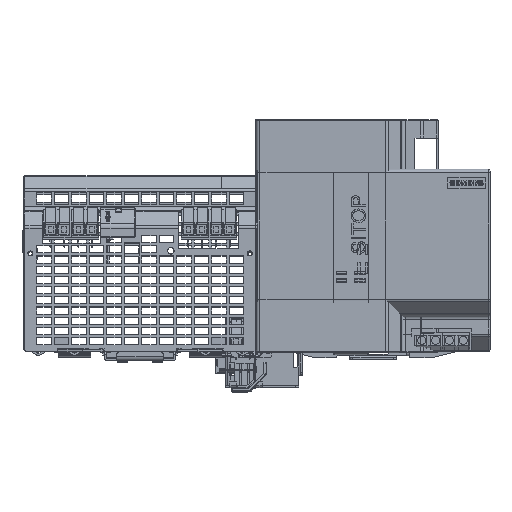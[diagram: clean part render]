
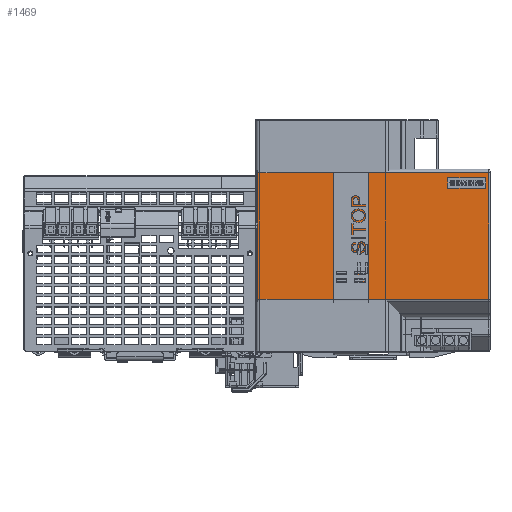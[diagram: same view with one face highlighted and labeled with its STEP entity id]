
A CAD part, top view. The second image highlights one B-rep face of the part: STEP entity #1469.
In plain terms, the highlighted planar face has unit normal (0, 0, 1).
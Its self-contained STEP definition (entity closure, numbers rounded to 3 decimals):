
#1469 = ADVANCED_FACE( '', ( #3435, #3436, #3437, #3438, #3439 ), #3440, .T. );
#3435 = FACE_OUTER_BOUND( '', #6102, .T. );
#3436 = FACE_BOUND( '', #6103, .T. );
#3437 = FACE_BOUND( '', #6104, .T. );
#3438 = FACE_BOUND( '', #6105, .T. );
#3439 = FACE_BOUND( '', #6106, .T. );
#3440 = PLANE( '', #6107 );
#6102 = EDGE_LOOP( '', ( #12324, #12325, #12326, #12327 ) );
#6103 = EDGE_LOOP( '', ( #12328, #12329, #12330, #12331 ) );
#6104 = EDGE_LOOP( '', ( #12332, #12333, #12334, #12335 ) );
#6105 = EDGE_LOOP( '', ( #12336, #12337, #12338, #12339 ) );
#6106 = EDGE_LOOP( '', ( #12340, #12341, #12342, #12343 ) );
#6107 = AXIS2_PLACEMENT_3D( '', #12344, #12345, #12346 );
#12324 = ORIENTED_EDGE( '', *, *, #23670, .F. );
#12325 = ORIENTED_EDGE( '', *, *, #23671, .F. );
#12326 = ORIENTED_EDGE( '', *, *, #23672, .T. );
#12327 = ORIENTED_EDGE( '', *, *, #22975, .T. );
#12328 = ORIENTED_EDGE( '', *, *, #23673, .F. );
#12329 = ORIENTED_EDGE( '', *, *, #23674, .F. );
#12330 = ORIENTED_EDGE( '', *, *, #23675, .F. );
#12331 = ORIENTED_EDGE( '', *, *, #23676, .F. );
#12332 = ORIENTED_EDGE( '', *, *, #23677, .F. );
#12333 = ORIENTED_EDGE( '', *, *, #23678, .F. );
#12334 = ORIENTED_EDGE( '', *, *, #23679, .F. );
#12335 = ORIENTED_EDGE( '', *, *, #23680, .F. );
#12336 = ORIENTED_EDGE( '', *, *, #23681, .F. );
#12337 = ORIENTED_EDGE( '', *, *, #23682, .F. );
#12338 = ORIENTED_EDGE( '', *, *, #23683, .F. );
#12339 = ORIENTED_EDGE( '', *, *, #23684, .F. );
#12340 = ORIENTED_EDGE( '', *, *, #23685, .F. );
#12341 = ORIENTED_EDGE( '', *, *, #23686, .F. );
#12342 = ORIENTED_EDGE( '', *, *, #23687, .F. );
#12343 = ORIENTED_EDGE( '', *, *, #23688, .F. );
#12344 = CARTESIAN_POINT( '', ( 88.536, 0., 120.45 ) );
#12345 = DIRECTION( '', ( 0., 0., 1. ) );
#12346 = DIRECTION( '', ( 1., 0., 0. ) );
#22975 = EDGE_CURVE( '', #31320, #31317, #31321, .T. );
#23670 = EDGE_CURVE( '', #32458, #31317, #32459, .T. );
#23671 = EDGE_CURVE( '', #32460, #32458, #32461, .T. );
#23672 = EDGE_CURVE( '', #32460, #31320, #32462, .T. );
#23673 = EDGE_CURVE( '', #32463, #32464, #32465, .T. );
#23674 = EDGE_CURVE( '', #32466, #32463, #32467, .T. );
#23675 = EDGE_CURVE( '', #32468, #32466, #32469, .T. );
#23676 = EDGE_CURVE( '', #32464, #32468, #32470, .T. );
#23677 = EDGE_CURVE( '', #32471, #32472, #32473, .T. );
#23678 = EDGE_CURVE( '', #32474, #32471, #32475, .T. );
#23679 = EDGE_CURVE( '', #32476, #32474, #32477, .T. );
#23680 = EDGE_CURVE( '', #32472, #32476, #32478, .T. );
#23681 = EDGE_CURVE( '', #32479, #32480, #32481, .T. );
#23682 = EDGE_CURVE( '', #32482, #32479, #32483, .T. );
#23683 = EDGE_CURVE( '', #32484, #32482, #32485, .T. );
#23684 = EDGE_CURVE( '', #32480, #32484, #32486, .T. );
#23685 = EDGE_CURVE( '', #32487, #32488, #32489, .T. );
#23686 = EDGE_CURVE( '', #32490, #32487, #32491, .T. );
#23687 = EDGE_CURVE( '', #32492, #32490, #32493, .T. );
#23688 = EDGE_CURVE( '', #32488, #32492, #32494, .T. );
#31317 = VERTEX_POINT( '', #53301 );
#31320 = VERTEX_POINT( '', #53304 );
#31321 = LINE( '', #53305, #53306 );
#32458 = VERTEX_POINT( '', #55004 );
#32459 = LINE( '', #55005, #55006 );
#32460 = VERTEX_POINT( '', #55007 );
#32461 = LINE( '', #55008, #55009 );
#32462 = LINE( '', #55010, #55011 );
#32463 = VERTEX_POINT( '', #55012 );
#32464 = VERTEX_POINT( '', #55013 );
#32465 = LINE( '', #55014, #55015 );
#32466 = VERTEX_POINT( '', #55016 );
#32467 = LINE( '', #55017, #55018 );
#32468 = VERTEX_POINT( '', #55019 );
#32469 = LINE( '', #55020, #55021 );
#32470 = LINE( '', #55022, #55023 );
#32471 = VERTEX_POINT( '', #55024 );
#32472 = VERTEX_POINT( '', #55025 );
#32473 = LINE( '', #55026, #55027 );
#32474 = VERTEX_POINT( '', #55028 );
#32475 = LINE( '', #55029, #55030 );
#32476 = VERTEX_POINT( '', #55031 );
#32477 = LINE( '', #55032, #55033 );
#32478 = LINE( '', #55034, #55035 );
#32479 = VERTEX_POINT( '', #55036 );
#32480 = VERTEX_POINT( '', #55037 );
#32481 = LINE( '', #55038, #55039 );
#32482 = VERTEX_POINT( '', #55040 );
#32483 = LINE( '', #55041, #55042 );
#32484 = VERTEX_POINT( '', #55043 );
#32485 = LINE( '', #55044, #55045 );
#32486 = LINE( '', #55046, #55047 );
#32487 = VERTEX_POINT( '', #55048 );
#32488 = VERTEX_POINT( '', #55049 );
#32489 = LINE( '', #55050, #55051 );
#32490 = VERTEX_POINT( '', #55052 );
#32491 = LINE( '', #55053, #55054 );
#32492 = VERTEX_POINT( '', #55055 );
#32493 = LINE( '', #55056, #55057 );
#32494 = LINE( '', #55058, #55059 );
#53301 = CARTESIAN_POINT( '', ( 88.536, 158.4, 120.45 ) );
#53304 = CARTESIAN_POINT( '', ( 88.536, 0., 120.45 ) );
#53305 = CARTESIAN_POINT( '', ( 88.536, 0., 120.45 ) );
#53306 = VECTOR( '', #65084, 1000. );
#55004 = CARTESIAN_POINT( '', ( 1.75, 158.4, 120.45 ) );
#55005 = CARTESIAN_POINT( '', ( 88.536, 158.4, 120.45 ) );
#55006 = VECTOR( '', #65836, 1000. );
#55007 = CARTESIAN_POINT( '', ( 1.75, 0., 120.45 ) );
#55008 = CARTESIAN_POINT( '', ( 1.75, 0., 120.45 ) );
#55009 = VECTOR( '', #65837, 1000. );
#55010 = CARTESIAN_POINT( '', ( 88.536, 0., 120.45 ) );
#55011 = VECTOR( '', #65838, 1000. );
#55012 = CARTESIAN_POINT( '', ( 71.05, 66.46, 120.45 ) );
#55013 = CARTESIAN_POINT( '', ( 71.05, 73.46, 120.45 ) );
#55014 = CARTESIAN_POINT( '', ( 71.05, 66.46, 120.45 ) );
#55015 = VECTOR( '', #65839, 1000. );
#55016 = CARTESIAN_POINT( '', ( 69.25, 66.46, 120.45 ) );
#55017 = CARTESIAN_POINT( '', ( 69.25, 66.46, 120.45 ) );
#55018 = VECTOR( '', #65840, 1000. );
#55019 = CARTESIAN_POINT( '', ( 69.25, 73.46, 120.45 ) );
#55020 = CARTESIAN_POINT( '', ( 69.25, 73.46, 120.45 ) );
#55021 = VECTOR( '', #65841, 1000. );
#55022 = CARTESIAN_POINT( '', ( 71.05, 73.46, 120.45 ) );
#55023 = VECTOR( '', #65842, 1000. );
#55024 = CARTESIAN_POINT( '', ( 71.05, 60.76, 120.45 ) );
#55025 = CARTESIAN_POINT( '', ( 69.25, 60.76, 120.45 ) );
#55026 = CARTESIAN_POINT( '', ( 71.05, 60.76, 120.45 ) );
#55027 = VECTOR( '', #65843, 1000. );
#55028 = CARTESIAN_POINT( '', ( 71.05, 53.76, 120.45 ) );
#55029 = CARTESIAN_POINT( '', ( 71.05, 53.76, 120.45 ) );
#55030 = VECTOR( '', #65844, 1000. );
#55031 = CARTESIAN_POINT( '', ( 69.25, 53.76, 120.45 ) );
#55032 = CARTESIAN_POINT( '', ( 69.25, 53.76, 120.45 ) );
#55033 = VECTOR( '', #65845, 1000. );
#55034 = CARTESIAN_POINT( '', ( 69.25, 60.76, 120.45 ) );
#55035 = VECTOR( '', #65846, 1000. );
#55036 = CARTESIAN_POINT( '', ( 76.25, 73.46, 120.45 ) );
#55037 = CARTESIAN_POINT( '', ( 74.45, 73.46, 120.45 ) );
#55038 = CARTESIAN_POINT( '', ( 76.25, 73.46, 120.45 ) );
#55039 = VECTOR( '', #65847, 1000. );
#55040 = CARTESIAN_POINT( '', ( 76.25, 66.46, 120.45 ) );
#55041 = CARTESIAN_POINT( '', ( 76.25, 66.46, 120.45 ) );
#55042 = VECTOR( '', #65848, 1000. );
#55043 = CARTESIAN_POINT( '', ( 74.45, 66.46, 120.45 ) );
#55044 = CARTESIAN_POINT( '', ( 74.45, 66.46, 120.45 ) );
#55045 = VECTOR( '', #65849, 1000. );
#55046 = CARTESIAN_POINT( '', ( 74.45, 73.46, 120.45 ) );
#55047 = VECTOR( '', #65850, 1000. );
#55048 = CARTESIAN_POINT( '', ( 74.45, 53.76, 120.45 ) );
#55049 = CARTESIAN_POINT( '', ( 76.25, 53.76, 120.45 ) );
#55050 = CARTESIAN_POINT( '', ( 74.45, 53.76, 120.45 ) );
#55051 = VECTOR( '', #65851, 1000. );
#55052 = CARTESIAN_POINT( '', ( 74.45, 60.76, 120.45 ) );
#55053 = CARTESIAN_POINT( '', ( 74.45, 53.76, 120.45 ) );
#55054 = VECTOR( '', #65852, 1000. );
#55055 = CARTESIAN_POINT( '', ( 76.25, 60.76, 120.45 ) );
#55056 = CARTESIAN_POINT( '', ( 74.45, 60.76, 120.45 ) );
#55057 = VECTOR( '', #65853, 1000. );
#55058 = CARTESIAN_POINT( '', ( 76.25, 53.76, 120.45 ) );
#55059 = VECTOR( '', #65854, 1000. );
#65084 = DIRECTION( '', ( 0., 1., 0. ) );
#65836 = DIRECTION( '', ( 1., 0., 0. ) );
#65837 = DIRECTION( '', ( 0., 1., 0. ) );
#65838 = DIRECTION( '', ( 1., 0., 0. ) );
#65839 = DIRECTION( '', ( 0., 1., 0. ) );
#65840 = DIRECTION( '', ( 1., 0., 0. ) );
#65841 = DIRECTION( '', ( 0., -1., 0. ) );
#65842 = DIRECTION( '', ( -1., 0., 0. ) );
#65843 = DIRECTION( '', ( -1., 0., 0. ) );
#65844 = DIRECTION( '', ( 0., 1., 0. ) );
#65845 = DIRECTION( '', ( 1., 0., 0. ) );
#65846 = DIRECTION( '', ( 0., -1., 0. ) );
#65847 = DIRECTION( '', ( -1., 0., 0. ) );
#65848 = DIRECTION( '', ( 0., 1., 0. ) );
#65849 = DIRECTION( '', ( 1., 0., 0. ) );
#65850 = DIRECTION( '', ( 0., -1., 0. ) );
#65851 = DIRECTION( '', ( 1., 0., 0. ) );
#65852 = DIRECTION( '', ( 0., -1., 0. ) );
#65853 = DIRECTION( '', ( -1., 0., 0. ) );
#65854 = DIRECTION( '', ( 0., 1., 0. ) );
